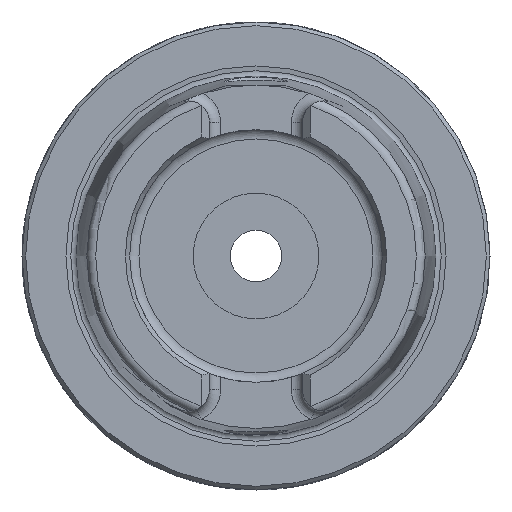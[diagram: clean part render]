
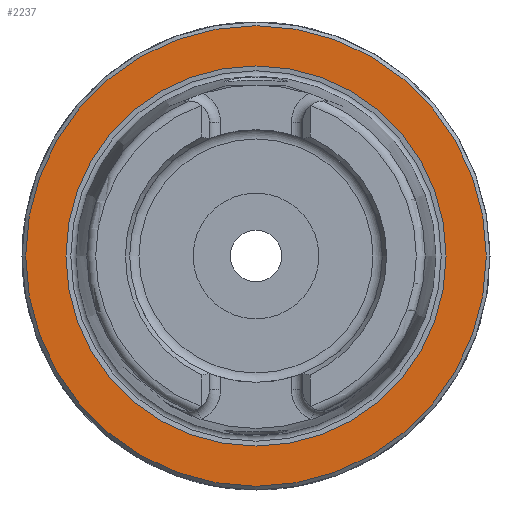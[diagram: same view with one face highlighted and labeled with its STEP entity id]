
A CAD part, left-side view. The second image highlights one B-rep face of the part: STEP entity #2237.
In plain terms, the highlighted planar face has unit normal (-1, 0, 0).
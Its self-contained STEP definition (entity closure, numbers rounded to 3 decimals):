
#109=FACE_BOUND('',#451,.T.);
#150=PLANE('',#2533);
#315=FACE_OUTER_BOUND('',#450,.T.);
#450=EDGE_LOOP('',(#2046));
#451=EDGE_LOOP('',(#2047));
#824=CIRCLE('',#2532,25.588);
#825=CIRCLE('',#2534,31.);
#1053=VERTEX_POINT('',#4734);
#1054=VERTEX_POINT('',#4738);
#1389=EDGE_CURVE('',#1053,#1053,#824,.T.);
#1390=EDGE_CURVE('',#1054,#1054,#825,.T.);
#2046=ORIENTED_EDGE('',*,*,#1390,.F.);
#2047=ORIENTED_EDGE('',*,*,#1389,.T.);
#2237=ADVANCED_FACE('',(#315,#109),#150,.T.);
#2532=AXIS2_PLACEMENT_3D('',#4736,#3188,#3189);
#2533=AXIS2_PLACEMENT_3D('',#4737,#3190,#3191);
#2534=AXIS2_PLACEMENT_3D('',#4739,#3192,#3193);
#3188=DIRECTION('center_axis',(1.,0.,0.));
#3189=DIRECTION('ref_axis',(0.,0.,-1.));
#3190=DIRECTION('center_axis',(-1.,0.,0.));
#3191=DIRECTION('ref_axis',(0.,0.,1.));
#3192=DIRECTION('center_axis',(1.,0.,0.));
#3193=DIRECTION('ref_axis',(0.,0.,-1.));
#4734=CARTESIAN_POINT('',(0.,-25.588,0.));
#4736=CARTESIAN_POINT('Origin',(0.,0.,0.));
#4737=CARTESIAN_POINT('Origin',(0.,31.,0.));
#4738=CARTESIAN_POINT('',(0.,-31.,0.));
#4739=CARTESIAN_POINT('Origin',(0.,0.,0.));
